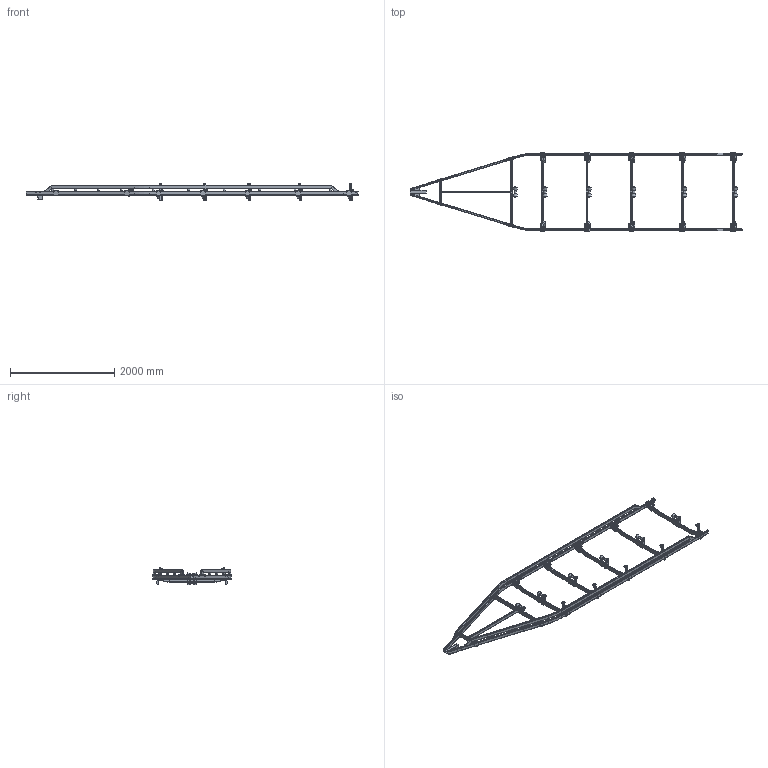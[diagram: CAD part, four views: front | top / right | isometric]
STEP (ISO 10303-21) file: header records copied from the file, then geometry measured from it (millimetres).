
FILE_DESCRIPTION(('FreeCAD Model'),'2;1');
FILE_NAME('Open CASCADE Shape Model','2025-05-03T05:49:58',('FreeCAD'),( 'FreeCAD'),'Open CASCADE STEP processor 7.6','FreeCAD','Unknown');
FILE_SCHEMA(('AUTOMOTIVE_DESIGN { 1 0 10303 214 1 1 1 1 }'));
Products named in the file (1): Open CASCADE STEP translator 7.6 1
Bounding box: 6359.43 x 1498.4 x 336.39 mm (x, y, z)
Volume: 22968273 mm3; surface area: 15808010.2 mm2
Topology: 148 solids, 148 shells, 3846 faces, 10807 edges, 7197 vertices
Faces by surface type: bspline 3846
Entity records: 120088 total; most frequent: CARTESIAN_POINT 58107, ORIENTED_EDGE 21614, EDGE_CURVE 10807, VERTEX_POINT 7197, B_SPLINE_CURVE_WITH_KNOTS 7154, FACE_BOUND 4486, EDGE_LOOP 4486, ADVANCED_FACE 3846
